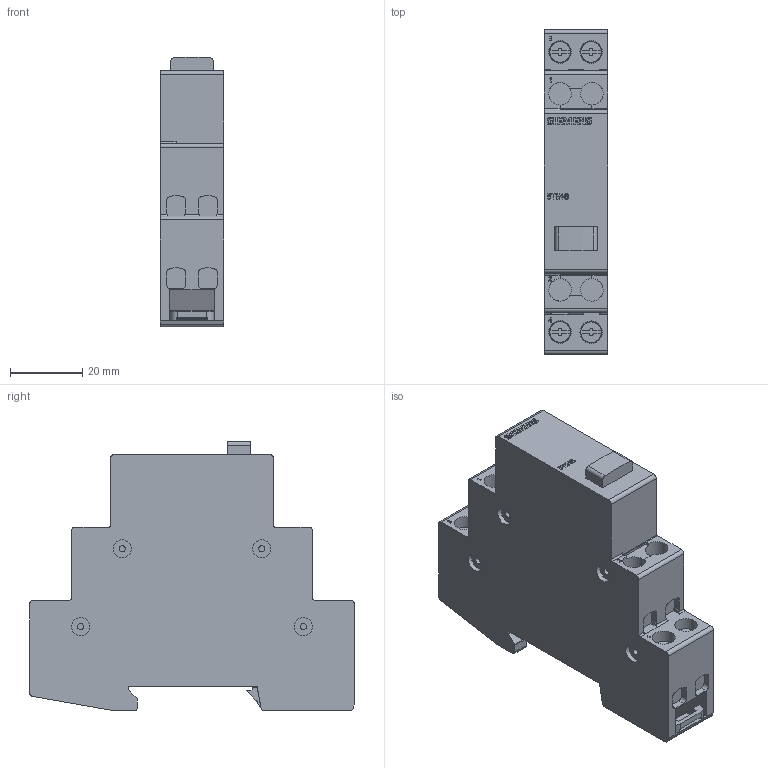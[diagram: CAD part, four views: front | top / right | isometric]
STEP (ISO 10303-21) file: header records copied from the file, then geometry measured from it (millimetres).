
FILE_DESCRIPTION(/* description */ (''),/* implementation_level */ '2;1');
FILE_NAME(/* name */ '5TE4820_v.stp',/* time_stamp */ '2023-03-29T13:44:42+02:00',/* author */ ('"(c) Siemens AG Smart Infrastructure"'),/* organization */ ('"(c) Siemens AG - Smart Infrastructure - EP"'),/* preprocessor_version */ 'ST-DEVELOPER v18.101',/* originating_system */ 'SIEMENS PLM Software NX 2008',/* authorisation */ '"Transmittal reproduction, dissemination and/or editing of this document as well as utilization of its contents and communication thereof to others without express authorization is prohibited. Offenders will be held liable for payment of damages. All rights created by patent grant or registration of a utility model or design patent are reserved."');
FILE_SCHEMA (('AUTOMOTIVE_DESIGN { 1 0 10303 214 3 1 1 1 }'));
Length unit declared in the file: millimetre
Products named in the file (1): model3
Bounding box: 17.6 x 89.8 x 74.58 mm (x, y, z)
Volume: 79509.6 mm3; surface area: 21005 mm2
Topology: 1 solids, 1 shells, 654 faces, 1828 edges, 1217 vertices
Faces by surface type: plane 427, cylinder 203, extrusion 24
Full cylindrical faces by diameter (mm): 1.7 x4, 5 x8, 5.75 x4, 6.25 x8
Entity records: 26232 total; most frequent: CARTESIAN_POINT 4630, ORIENTED_EDGE 3590, DIRECTION 3394, EDGE_CURVE 1795, VECTOR 1328, LINE 1304, VERTEX_POINT 1201, AXIS2_PLACEMENT_3D 1033
